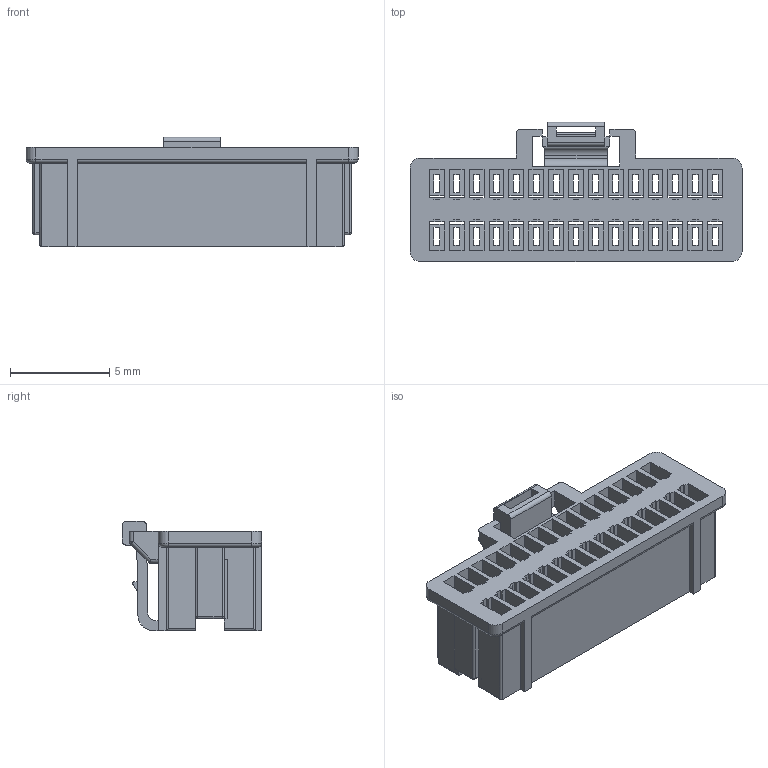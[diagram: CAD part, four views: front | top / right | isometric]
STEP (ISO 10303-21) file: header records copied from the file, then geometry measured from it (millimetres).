
FILE_DESCRIPTION (( 'STEP AP214' ), '1' );
FILE_NAME ('FHG10007-D30M2WHB-REF .STEP', '2025-11-05T08:35:37', ( '' ), ( '' ), 'SwSTEP 2.0', 'SolidWorks 2021', '' );
FILE_SCHEMA (( 'AUTOMOTIVE_DESIGN' ));
Length unit declared in the file: millimetre
Products named in the file (1): FHG10007-D30M2WHB-REF 
Bounding box: 16.7 x 7 x 5.5 mm (x, y, z)
Volume: 172.9 mm3; surface area: 1242.2 mm2
Topology: 1 solids, 1 shells, 895 faces, 2554 edges, 1624 vertices
Faces by surface type: plane 836, cylinder 49, sphere 6, torus 4
Entity records: 28552 total; most frequent: CARTESIAN_POINT 5104, ORIENTED_EDGE 5096, DIRECTION 4412, EDGE_CURVE 2548, VECTOR 2452, LINE 2452, VERTEX_POINT 1624, EDGE_LOOP 986
